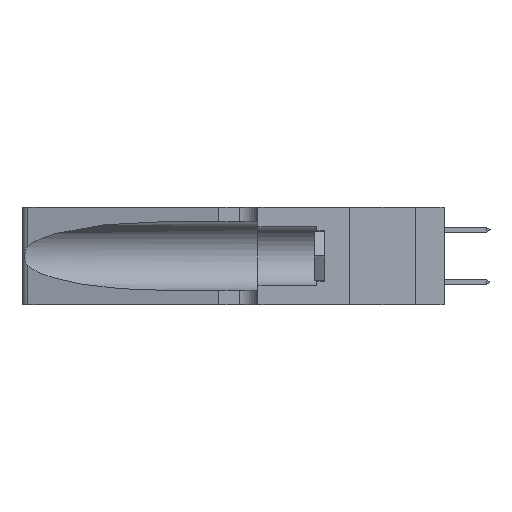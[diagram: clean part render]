
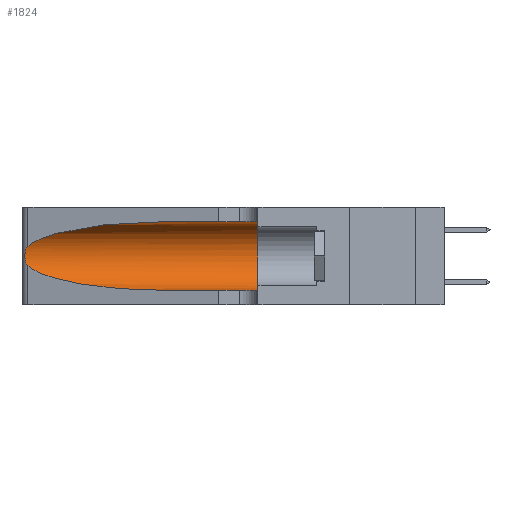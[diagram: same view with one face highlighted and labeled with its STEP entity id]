
A CAD part, left-side view. The second image highlights one B-rep face of the part: STEP entity #1824.
In plain terms, the highlighted cylindrical face has radius 3.308 mm (diameter 6.617 mm), a partial arc.
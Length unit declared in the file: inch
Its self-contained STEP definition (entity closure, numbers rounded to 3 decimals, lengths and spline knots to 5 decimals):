
#427 = CARTESIAN_POINT ( 'NONE',  ( 0.25789, 1.23486, 0.15765 ) ) ;
#1578 = CARTESIAN_POINT ( 'NONE',  ( 0.1305, 0.35, 0.05475 ) ) ;
#1761 = CARTESIAN_POINT ( 'NONE',  ( 0.1305, 0.35, 0.185 ) ) ;
#1824 = ADVANCED_FACE ( 'NONE', ( #33969 ), #7413, .F. ) ;
#2140 =( BOUNDED_CURVE ( )  B_SPLINE_CURVE ( 3, ( #7583, #26120, #29185, #10732 ),
 .UNSPECIFIED., .F., .T. ) 
 B_SPLINE_CURVE_WITH_KNOTS ( ( 4, 4 ),
 ( 1.5708, 2.84003 ),
 .UNSPECIFIED. ) 
 CURVE ( )  GEOMETRIC_REPRESENTATION_ITEM ( )  RATIONAL_B_SPLINE_CURVE ( ( 1., 0.87, 0.87, 1. ) ) 
 REPRESENTATION_ITEM ( '' )  );
#3080 = EDGE_CURVE ( 'NONE', #34107, #36402, #2140, .T. ) ;
#3528 = CARTESIAN_POINT ( 'NONE',  ( 0.25555, 1.22993, 0.14849 ) ) ;
#4559 = ORIENTED_EDGE ( 'NONE', *, *, #5060, .T. ) ;
#4875 = DIRECTION ( 'NONE',  ( 0., 0., 1. ) ) ;
#5060 = EDGE_CURVE ( 'NONE', #29400, #22872, #11645, .T. ) ;
#6213 = CARTESIAN_POINT ( 'NONE',  ( 0.1305, 1.61858, 0.31525 ) ) ;
#6486 = CARTESIAN_POINT ( 'NONE',  ( 0.25555, 1.22994, 0.2215 ) ) ;
#7413 = CYLINDRICAL_SURFACE ( 'NONE', #23851, 0.13025 ) ;
#7583 = CARTESIAN_POINT ( 'NONE',  ( 0.1305, 0.72297, 0.31525 ) ) ;
#7861 = CARTESIAN_POINT ( 'NONE',  ( 0.2373, 1.15595, 0.08982 ) ) ;
#9607 = CARTESIAN_POINT ( 'NONE',  ( 0.25787, 1.23484, 0.2124 ) ) ;
#10531 = CARTESIAN_POINT ( 'NONE',  ( 0.25487, 1.22718, 0.14631 ) ) ;
#10732 = CARTESIAN_POINT ( 'NONE',  ( 0.25487, 1.22718, 0.22369 ) ) ;
#11022 = CARTESIAN_POINT ( 'NONE',  ( 0.1305, 0.72297, 0.05475 ) ) ;
#11645 =( BOUNDED_CURVE ( )  B_SPLINE_CURVE ( 3, ( #29464, #7861, #32426, #11022 ),
 .UNSPECIFIED., .F., .F. ) 
 B_SPLINE_CURVE_WITH_KNOTS ( ( 4, 4 ),
 ( 3.44316, 4.71239 ),
 .UNSPECIFIED. ) 
 CURVE ( )  GEOMETRIC_REPRESENTATION_ITEM ( )  RATIONAL_B_SPLINE_CURVE ( ( 1., 0.87, 0.87, 1. ) ) 
 REPRESENTATION_ITEM ( '' )  );
#12757 = CARTESIAN_POINT ( 'NONE',  ( 0.26018, 1.23835, 0.19895 ) ) ;
#12886 = CARTESIAN_POINT ( 'NONE',  ( 0.1305, 0.72297, 0.31525 ) ) ;
#13775 = EDGE_CURVE ( 'NONE', #36402, #29400, #37799, .T. ) ;
#14032 = EDGE_CURVE ( 'NONE', #24663, #14657, #26232, .T. ) ;
#14506 = CARTESIAN_POINT ( 'NONE',  ( 0.1305, 0.35, 0.31525 ) ) ;
#14657 = VERTEX_POINT ( 'NONE', #1578 ) ;
#15825 = EDGE_LOOP ( 'NONE', ( #35342, #25256, #4559, #25455, #34161, #22756 ) ) ;
#15907 = CARTESIAN_POINT ( 'NONE',  ( 0.26075, 1.23896, 0.178 ) ) ;
#16280 = EDGE_CURVE ( 'NONE', #34107, #24663, #20743, .T. ) ;
#17343 = CARTESIAN_POINT ( 'NONE',  ( 0.25487, 1.22718, 0.22369 ) ) ;
#18972 = CARTESIAN_POINT ( 'NONE',  ( 0.25856, 1.23593, 0.16098 ) ) ;
#19515 = CARTESIAN_POINT ( 'NONE',  ( 0.1305, 1.61858, 0.185 ) ) ;
#20743 = LINE ( 'NONE', #6213, #36121 ) ;
#22061 = CARTESIAN_POINT ( 'NONE',  ( 0.25639, 1.23186, 0.15144 ) ) ;
#22062 = AXIS2_PLACEMENT_3D ( 'NONE', #1761, #23399, #4875 ) ;
#22756 = ORIENTED_EDGE ( 'NONE', *, *, #16280, .F. ) ;
#22872 = VERTEX_POINT ( 'NONE', #23057 ) ;
#23057 = CARTESIAN_POINT ( 'NONE',  ( 0.1305, 0.72297, 0.05475 ) ) ;
#23331 = DIRECTION ( 'NONE',  ( 0., -1., 0. ) ) ;
#23399 = DIRECTION ( 'NONE',  ( 0., 1., 0. ) ) ;
#23851 = AXIS2_PLACEMENT_3D ( 'NONE', #19515, #25724, #34814 ) ;
#24663 = VERTEX_POINT ( 'NONE', #14506 ) ;
#24887 = DIRECTION ( 'NONE',  ( 0., -1., 0. ) ) ;
#25035 = CARTESIAN_POINT ( 'NONE',  ( 0.25487, 1.22718, 0.22369 ) ) ;
#25167 = CARTESIAN_POINT ( 'NONE',  ( 0.25487, 1.22718, 0.14631 ) ) ;
#25256 = ORIENTED_EDGE ( 'NONE', *, *, #13775, .T. ) ;
#25455 = ORIENTED_EDGE ( 'NONE', *, *, #37747, .T. ) ;
#25724 = DIRECTION ( 'NONE',  ( 0., -1., 0. ) ) ;
#26120 = CARTESIAN_POINT ( 'NONE',  ( 0.18966, 0.96281, 0.31525 ) ) ;
#26232 = CIRCLE ( 'NONE', #22062, 0.13025 ) ;
#28087 = CARTESIAN_POINT ( 'NONE',  ( 0.25639, 1.23184, 0.21858 ) ) ;
#29185 = CARTESIAN_POINT ( 'NONE',  ( 0.2373, 1.15595, 0.28018 ) ) ;
#29400 = VERTEX_POINT ( 'NONE', #10531 ) ;
#29464 = CARTESIAN_POINT ( 'NONE',  ( 0.25487, 1.22718, 0.14631 ) ) ;
#31191 = CARTESIAN_POINT ( 'NONE',  ( 0.25854, 1.2359, 0.20912 ) ) ;
#32426 = CARTESIAN_POINT ( 'NONE',  ( 0.18966, 0.96281, 0.05475 ) ) ;
#32459 = CARTESIAN_POINT ( 'NONE',  ( 0.1305, 1.61858, 0.05475 ) ) ;
#33047 = VECTOR ( 'NONE', #23331, 39.37008 ) ;
#33969 = FACE_OUTER_BOUND ( 'NONE', #15825, .T. ) ;
#33997 = LINE ( 'NONE', #32459, #33047 ) ;
#34107 = VERTEX_POINT ( 'NONE', #12886 ) ;
#34161 = ORIENTED_EDGE ( 'NONE', *, *, #14032, .F. ) ;
#34278 = CARTESIAN_POINT ( 'NONE',  ( 0.26075, 1.23896, 0.19203 ) ) ;
#34814 = DIRECTION ( 'NONE',  ( 0., 0., -1. ) ) ;
#35342 = ORIENTED_EDGE ( 'NONE', *, *, #3080, .T. ) ;
#36121 = VECTOR ( 'NONE', #24887, 39.37008 ) ;
#36402 = VERTEX_POINT ( 'NONE', #17343 ) ;
#37341 = CARTESIAN_POINT ( 'NONE',  ( 0.26017, 1.23833, 0.17102 ) ) ;
#37747 = EDGE_CURVE ( 'NONE', #22872, #14657, #33997, .T. ) ;
#37799 = B_SPLINE_CURVE_WITH_KNOTS ( 'NONE', 3,
 ( #25035, #6486, #28087, #9607, #31191, #12757, #34278, #15907, #37341, #18972, #427, #22061, #3528, #25167 ),
 .UNSPECIFIED., .F., .F.,
 ( 4, 2, 2, 2, 2, 2, 4 ),
 ( 0., 0.00027, 0.00053, 0.00107, 0.0016, 0.00187, 0.00214 ),
 .UNSPECIFIED. ) ;
